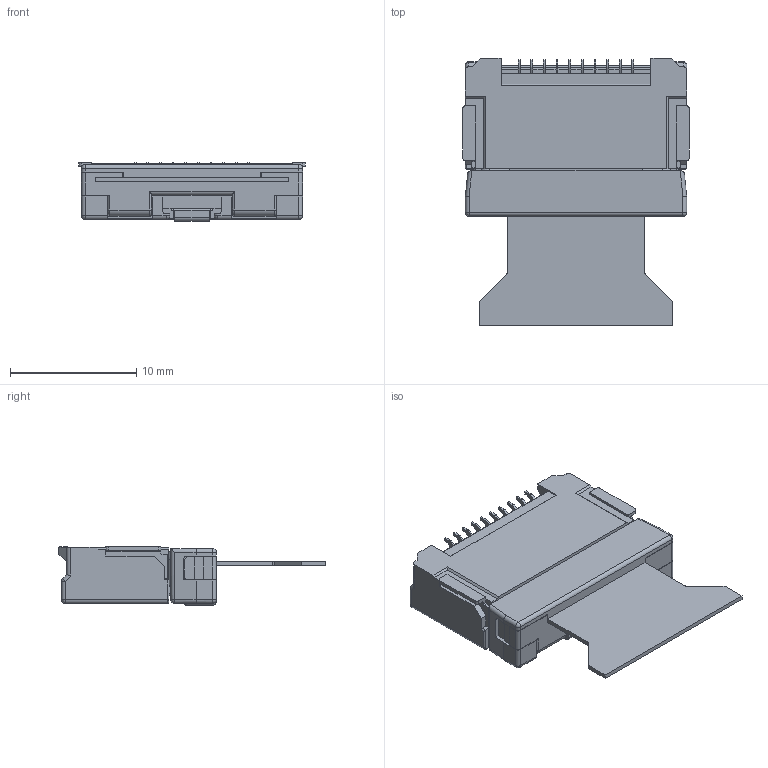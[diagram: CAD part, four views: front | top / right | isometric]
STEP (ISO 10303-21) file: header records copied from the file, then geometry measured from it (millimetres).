
FILE_DESCRIPTION(('Creo Elements/Direct Modeling STEP Export'),'2;1');
FILE_NAME('20241007_TB4-10S-1H ASSY.stp','2024-10-07T15:04:14',(''),(''),'Creo Elements/Direct Modeling STEP processor for AP214 (Solid Model)','Creo Elements/Direct Modeling 20.1D 10-Oct-2020 (C) Parametric Technology GmbH','');
FILE_SCHEMA(('AUTOMOTIVE_DESIGN { 1 0 10303 214 1 1 1 1 }'));
Length unit declared in the file: millimetre
Products named in the file (8): TB4-10P-1F_ASSY-84630_PRT_PRT.PRT; TB4-10P-1F_ASSY-85010_ASM_ASM.ASM; 20230825_TB4-10P-1F_ASSY_STP_AS.ASM; TB4-10S-1H-104940_PRT_PRT.PRT; TB4-10S-1H-105370_ASM_ASM.ASM; 20230825_TB4-10S-1H_STP_ASM.ASM; 20240215_TB4-10S-1H_ASSY_STP.ASM; 20240215_TB4-10S-1H_ASSY.stp
Assembly tree (7 placements, depth 5):
  20240215_TB4-10S-1H_ASSY.stp
    20240215_TB4-10S-1H_ASSY_STP.ASM
      20230825_TB4-10S-1H_STP_ASM.ASM
        TB4-10S-1H-105370_ASM_ASM.ASM
          TB4-10S-1H-104940_PRT_PRT.PRT
      20230825_TB4-10P-1F_ASSY_STP_AS.ASM
        TB4-10P-1F_ASSY-85010_ASM_ASM.ASM
          TB4-10P-1F_ASSY-84630_PRT_PRT.PRT
Bounding box: 17.9 x 21.15 x 4.65 mm (x, y, z)
Volume: 1208.1 mm3; surface area: 1437.3 mm2
Topology: 2 solids, 2 shells, 617 faces, 1709 edges, 1077 vertices
Faces by surface type: plane 421, cylinder 147, sphere 21, cone 20, torus 8
Entity records: 19611 total; most frequent: CARTESIAN_POINT 3476, ORIENTED_EDGE 3376, DIRECTION 3242, EDGE_CURVE 1688, VECTOR 1362, LINE 1362, VERTEX_POINT 1077, AXIS2_PLACEMENT_3D 940
